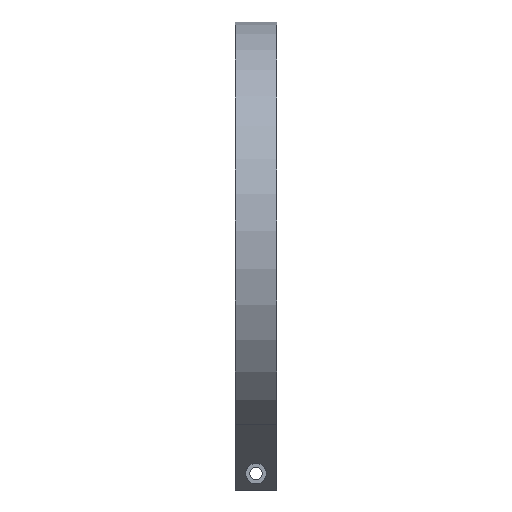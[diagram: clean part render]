
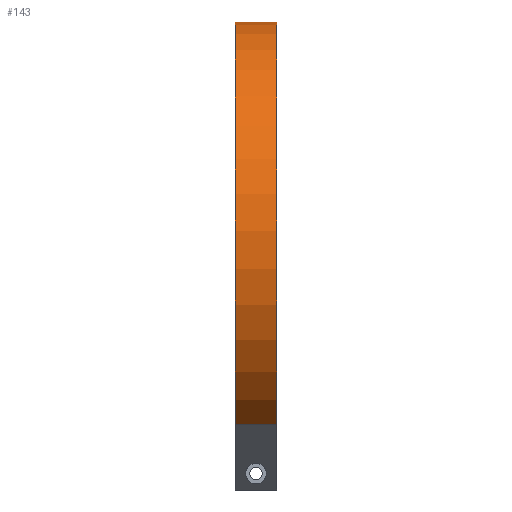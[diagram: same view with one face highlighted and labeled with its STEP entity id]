
A CAD part, left-side view. The second image highlights one B-rep face of the part: STEP entity #143.
In plain terms, the highlighted cylindrical face has radius 54 mm (diameter 108 mm), a partial arc.
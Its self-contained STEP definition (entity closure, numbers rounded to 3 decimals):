
#17 = VERTEX_POINT ( 'NONE', #263 ) ;
#95 = CARTESIAN_POINT ( 'NONE',  ( -31.272, 10., -44.024 ) ) ;
#96 = VERTEX_POINT ( 'NONE', #95 ) ;
#118 = VECTOR ( 'NONE', #191, 1000. ) ;
#123 = DIRECTION ( 'NONE',  ( 0., 1., 0. ) ) ;
#128 = AXIS2_PLACEMENT_3D ( 'NONE', #567, #460, #464 ) ;
#132 = CIRCLE ( 'NONE', #542, 54. ) ;
#143 = ADVANCED_FACE ( 'NONE', ( #170 ), #496, .T. ) ;
#147 = CIRCLE ( 'NONE', #482, 54. ) ;
#169 = CARTESIAN_POINT ( 'NONE',  ( -31.272, 0., -44.024 ) ) ;
#170 = FACE_OUTER_BOUND ( 'NONE', #208, .T. ) ;
#178 = LINE ( 'NONE', #169, #565 ) ;
#180 = EDGE_CURVE ( 'NONE', #96, #444, #132, .T. ) ;
#191 = DIRECTION ( 'NONE',  ( 0., 1., 0. ) ) ;
#208 = EDGE_LOOP ( 'NONE', ( #515, #541, #220, #435 ) ) ;
#211 = CARTESIAN_POINT ( 'NONE',  ( 0., 10., 54. ) ) ;
#220 = ORIENTED_EDGE ( 'NONE', *, *, #180, .F. ) ;
#221 = DIRECTION ( 'NONE',  ( 0., 1., 0. ) ) ;
#238 = CARTESIAN_POINT ( 'NONE',  ( 0., 0., 54. ) ) ;
#263 = CARTESIAN_POINT ( 'NONE',  ( -31.272, 0., -44.024 ) ) ;
#265 = DIRECTION ( 'NONE',  ( 0., 0., 1. ) ) ;
#291 = VERTEX_POINT ( 'NONE', #526 ) ;
#314 = CARTESIAN_POINT ( 'NONE',  ( 0., 0., 0. ) ) ;
#317 = EDGE_CURVE ( 'NONE', #291, #444, #441, .T. ) ;
#435 = ORIENTED_EDGE ( 'NONE', *, *, #469, .F. ) ;
#441 = LINE ( 'NONE', #238, #118 ) ;
#444 = VERTEX_POINT ( 'NONE', #211 ) ;
#460 = DIRECTION ( 'NONE',  ( 0., 1., 0. ) ) ;
#464 = DIRECTION ( 'NONE',  ( 0., 0., 1. ) ) ;
#469 = EDGE_CURVE ( 'NONE', #17, #96, #178, .T. ) ;
#482 = AXIS2_PLACEMENT_3D ( 'NONE', #314, #497, #265 ) ;
#496 = CYLINDRICAL_SURFACE ( 'NONE', #128, 54. ) ;
#497 = DIRECTION ( 'NONE',  ( 0., 1., 0. ) ) ;
#515 = ORIENTED_EDGE ( 'NONE', *, *, #597, .T. ) ;
#516 = DIRECTION ( 'NONE',  ( 0., 0., 1. ) ) ;
#526 = CARTESIAN_POINT ( 'NONE',  ( 0., 0., 54. ) ) ;
#541 = ORIENTED_EDGE ( 'NONE', *, *, #317, .T. ) ;
#542 = AXIS2_PLACEMENT_3D ( 'NONE', #555, #221, #516 ) ;
#555 = CARTESIAN_POINT ( 'NONE',  ( 0., 10., 0. ) ) ;
#565 = VECTOR ( 'NONE', #123, 1000. ) ;
#567 = CARTESIAN_POINT ( 'NONE',  ( 0., 0., 0. ) ) ;
#597 = EDGE_CURVE ( 'NONE', #17, #291, #147, .T. ) ;
